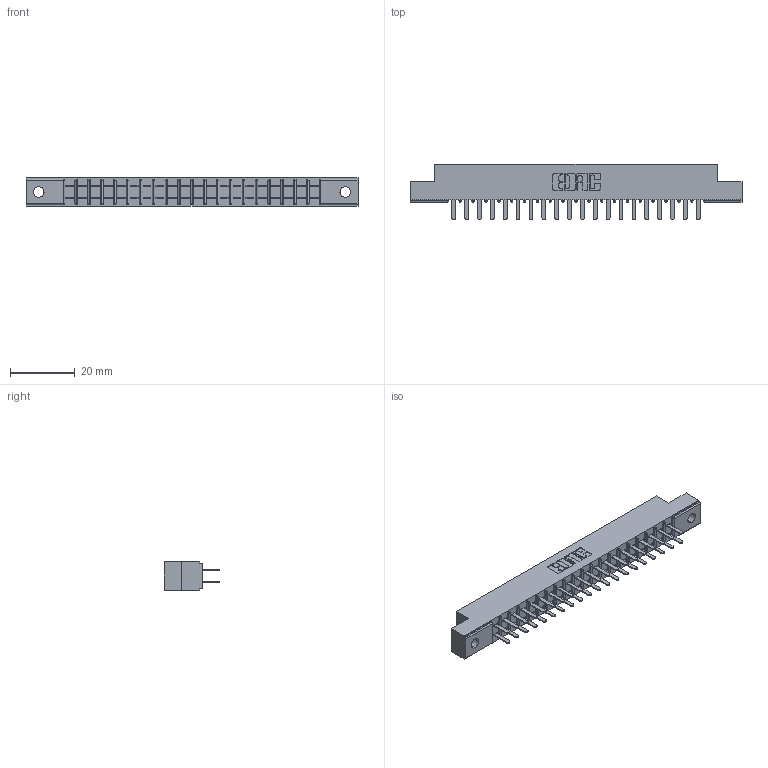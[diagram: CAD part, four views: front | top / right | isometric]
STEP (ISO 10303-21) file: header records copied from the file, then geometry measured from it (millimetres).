
FILE_DESCRIPTION (( 'STEP AP203' ), '1' );
FILE_NAME ('315-040-520-202.STEP', '2019-09-10T17:16:14', ( '' ), ( '' ), 'SwSTEP 2.0', 'SolidWorks 2016', '' );
FILE_SCHEMA (( 'CONFIG_CONTROL_DESIGN' ));
Length unit declared in the file: inch
Products named in the file (3): 305 Part_.128 Dia; 305-290-001_520; 315-040-520-202
Assembly tree (41 placements, depth 2):
  315-040-520-202
    305 Part_.128 Dia
    305-290-001_520  x40
Bounding box: 102.26 x 17.09 x 8.71 mm (x, y, z)
Volume: 6380.4 mm3; surface area: 11699.5 mm2
Topology: 41 solids, 41 shells, 1956 faces, 5576 edges, 3608 vertices
Faces by surface type: plane 1148, cylinder 728, sphere 80
Entity records: 24215 total; most frequent: CARTESIAN_POINT 4006, ORIENTED_EDGE 3972, DIRECTION 3892, EDGE_CURVE 1986, VECTOR 1584, LINE 1584, VERTEX_POINT 1268, AXIS2_PLACEMENT_3D 1154
